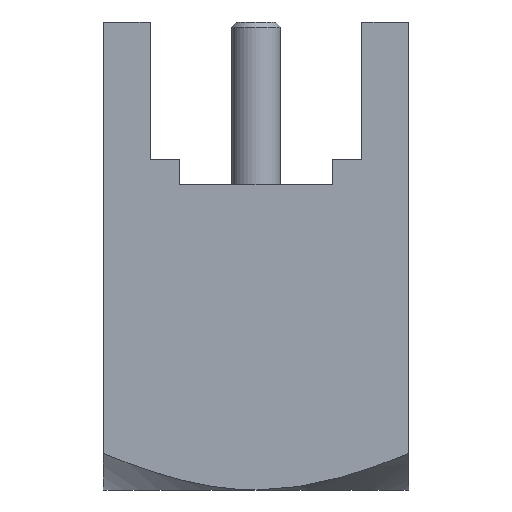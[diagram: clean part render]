
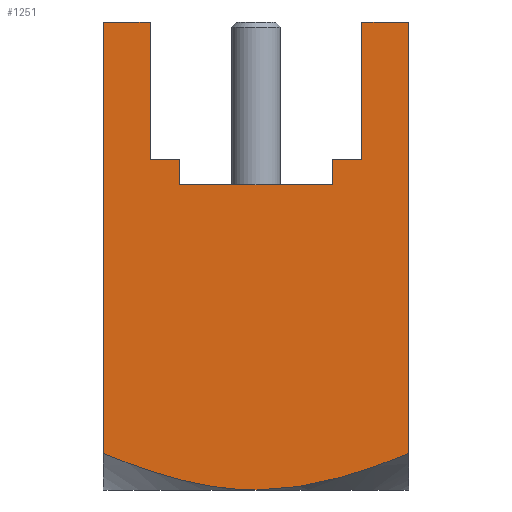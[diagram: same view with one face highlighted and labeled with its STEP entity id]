
A CAD part, front view. The second image highlights one B-rep face of the part: STEP entity #1251.
In plain terms, the highlighted planar face has unit normal (0, -1, 0).
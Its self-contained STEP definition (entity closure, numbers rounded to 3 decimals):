
#55=B_SPLINE_CURVE_WITH_KNOTS('',3,(#1992,#1993,#1994,#1995,#1996),
 .UNSPECIFIED.,.F.,.F.,(4,1,4),(0.01,0.011,
0.013),.UNSPECIFIED.);
#56=B_SPLINE_CURVE_WITH_KNOTS('',3,(#1998,#1999,#2000,#2001),
 .UNSPECIFIED.,.F.,.F.,(4,4),(0.007,0.01),
 .UNSPECIFIED.);
#72=LINE('',#1947,#170);
#74=LINE('',#1952,#172);
#86=LINE('',#1988,#184);
#87=LINE('',#1990,#185);
#88=LINE('',#2003,#186);
#89=LINE('',#2004,#187);
#90=LINE('',#2006,#188);
#91=LINE('',#2008,#189);
#92=LINE('',#2010,#190);
#93=LINE('',#2012,#191);
#94=LINE('',#2014,#192);
#170=VECTOR('',#1544,1000.);
#172=VECTOR('',#1548,1000.);
#184=VECTOR('',#1566,1000.);
#185=VECTOR('',#1567,1000.);
#186=VECTOR('',#1568,1000.);
#187=VECTOR('',#1569,1000.);
#188=VECTOR('',#1570,1000.);
#189=VECTOR('',#1571,1000.);
#190=VECTOR('',#1572,1000.);
#191=VECTOR('',#1573,1000.);
#192=VECTOR('',#1574,1000.);
#262=PLANE('',#1378);
#394=ORIENTED_EDGE('',*,*,#726,.T.);
#395=ORIENTED_EDGE('',*,*,#709,.F.);
#396=ORIENTED_EDGE('',*,*,#727,.T.);
#397=ORIENTED_EDGE('',*,*,#728,.F.);
#398=ORIENTED_EDGE('',*,*,#729,.F.);
#399=ORIENTED_EDGE('',*,*,#730,.F.);
#400=ORIENTED_EDGE('',*,*,#711,.F.);
#401=ORIENTED_EDGE('',*,*,#731,.T.);
#402=ORIENTED_EDGE('',*,*,#732,.T.);
#403=ORIENTED_EDGE('',*,*,#733,.T.);
#404=ORIENTED_EDGE('',*,*,#734,.T.);
#405=ORIENTED_EDGE('',*,*,#735,.T.);
#406=ORIENTED_EDGE('',*,*,#736,.T.);
#709=EDGE_CURVE('',#876,#874,#72,.T.);
#711=EDGE_CURVE('',#878,#879,#74,.T.);
#726=EDGE_CURVE('',#891,#874,#86,.T.);
#727=EDGE_CURVE('',#876,#892,#87,.T.);
#728=EDGE_CURVE('',#893,#892,#55,.T.);
#729=EDGE_CURVE('',#894,#893,#56,.T.);
#730=EDGE_CURVE('',#879,#894,#88,.T.);
#731=EDGE_CURVE('',#878,#895,#89,.T.);
#732=EDGE_CURVE('',#895,#896,#90,.T.);
#733=EDGE_CURVE('',#896,#897,#91,.T.);
#734=EDGE_CURVE('',#897,#898,#92,.T.);
#735=EDGE_CURVE('',#898,#899,#93,.T.);
#736=EDGE_CURVE('',#899,#891,#94,.T.);
#874=VERTEX_POINT('',#1942);
#876=VERTEX_POINT('',#1946);
#878=VERTEX_POINT('',#1951);
#879=VERTEX_POINT('',#1953);
#891=VERTEX_POINT('',#1989);
#892=VERTEX_POINT('',#1991);
#893=VERTEX_POINT('',#1997);
#894=VERTEX_POINT('',#2002);
#895=VERTEX_POINT('',#2005);
#896=VERTEX_POINT('',#2007);
#897=VERTEX_POINT('',#2009);
#898=VERTEX_POINT('',#2011);
#899=VERTEX_POINT('',#2013);
#999=EDGE_LOOP('',(#394,#395,#396,#397,#398,#399,#400,#401,#402,#403,#404,
#405,#406));
#1118=FACE_BOUND('',#999,.T.);
#1251=ADVANCED_FACE('',(#1118),#262,.F.);
#1378=AXIS2_PLACEMENT_3D('',#1987,#1564,#1565);
#1544=DIRECTION('',(1.,0.,0.));
#1548=DIRECTION('',(1.,0.,0.));
#1564=DIRECTION('',(0.,1.,0.));
#1565=DIRECTION('',(0.,0.,1.));
#1566=DIRECTION('',(0.,0.,1.));
#1567=DIRECTION('',(0.,0.,-1.));
#1568=DIRECTION('',(0.,0.,-1.));
#1569=DIRECTION('',(0.,0.,-1.));
#1570=DIRECTION('',(-1.,0.,0.));
#1571=DIRECTION('',(0.,0.,-1.));
#1572=DIRECTION('',(-1.,0.,0.));
#1573=DIRECTION('',(0.,0.,1.));
#1574=DIRECTION('',(-1.,0.,0.));
#1942=CARTESIAN_POINT('',(-2.08,-3.,6.2));
#1946=CARTESIAN_POINT('',(-3.,-3.,6.2));
#1947=CARTESIAN_POINT('',(-3.,-3.,6.2));
#1951=CARTESIAN_POINT('',(2.08,-3.,6.2));
#1952=CARTESIAN_POINT('',(-3.,-3.,6.2));
#1953=CARTESIAN_POINT('',(3.,-3.,6.2));
#1987=CARTESIAN_POINT('',(-3.,-3.,6.2));
#1988=CARTESIAN_POINT('',(-2.08,-3.,3.5));
#1989=CARTESIAN_POINT('',(-2.08,-3.,3.5));
#1990=CARTESIAN_POINT('',(-3.,-3.,6.2));
#1991=CARTESIAN_POINT('',(-3.,-3.,-2.283));
#1992=CARTESIAN_POINT('',(0.,-3.,-3.));
#1993=CARTESIAN_POINT('',(-0.516,-3.,-3.));
#1994=CARTESIAN_POINT('',(-1.555,-3.,-2.833));
#1995=CARTESIAN_POINT('',(-2.52,-3.,-2.478));
#1996=CARTESIAN_POINT('',(-3.,-3.,-2.283));
#1997=CARTESIAN_POINT('',(0.,-3.,-3.));
#1998=CARTESIAN_POINT('',(3.,-3.,-2.283));
#1999=CARTESIAN_POINT('',(2.041,-3.,-2.674));
#2000=CARTESIAN_POINT('',(1.032,-3.,-3.));
#2001=CARTESIAN_POINT('',(0.,-3.,-3.));
#2002=CARTESIAN_POINT('',(3.,-3.,-2.283));
#2003=CARTESIAN_POINT('',(3.,-3.,6.2));
#2004=CARTESIAN_POINT('',(2.08,-3.,6.2));
#2005=CARTESIAN_POINT('',(2.08,-3.,3.5));
#2006=CARTESIAN_POINT('',(2.08,-3.,3.5));
#2007=CARTESIAN_POINT('',(1.5,-3.,3.5));
#2008=CARTESIAN_POINT('',(1.5,-3.,3.5));
#2009=CARTESIAN_POINT('',(1.5,-3.,3.));
#2010=CARTESIAN_POINT('',(1.5,-3.,3.));
#2011=CARTESIAN_POINT('',(-1.5,-3.,3.));
#2012=CARTESIAN_POINT('',(-1.5,-3.,3.));
#2013=CARTESIAN_POINT('',(-1.5,-3.,3.5));
#2014=CARTESIAN_POINT('',(-1.5,-3.,3.5));
